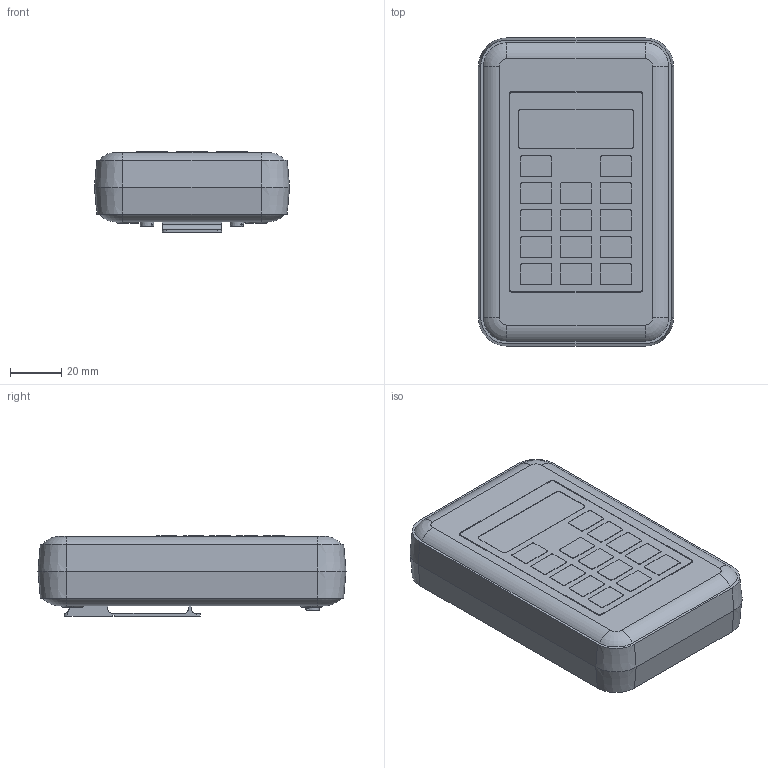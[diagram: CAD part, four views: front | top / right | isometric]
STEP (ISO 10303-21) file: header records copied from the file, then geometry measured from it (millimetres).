
FILE_DESCRIPTION (( 'STEP AP214' ), '1' );
FILE_NAME ('MC2HH2_P8000005509.STEP', '2015-02-18T14:40:38', ( 'Admin1' ), ( '' ), 'SwSTEP 2.0', 'SolidWorks 2014', '' );
FILE_SCHEMA (( 'AUTOMOTIVE_DESIGN' ));
Length unit declared in the file: millimetre
Products named in the file (1): MC2HH2_P8000005509
Bounding box: 76 x 120 x 31.2 mm (x, y, z)
Volume: 234330.5 mm3; surface area: 29957.2 mm2
Topology: 7 solids, 7 shells, 435 faces, 1072 edges, 674 vertices
Faces by surface type: plane 225, cylinder 116, cone 64, torus 26, bspline 4
Entity records: 15668 total; most frequent: CARTESIAN_POINT 2602, DIRECTION 2264, ORIENTED_EDGE 2128, EDGE_CURVE 1064, AXIS2_PLACEMENT_3D 842, VERTEX_POINT 674, VECTOR 580, LINE 580
